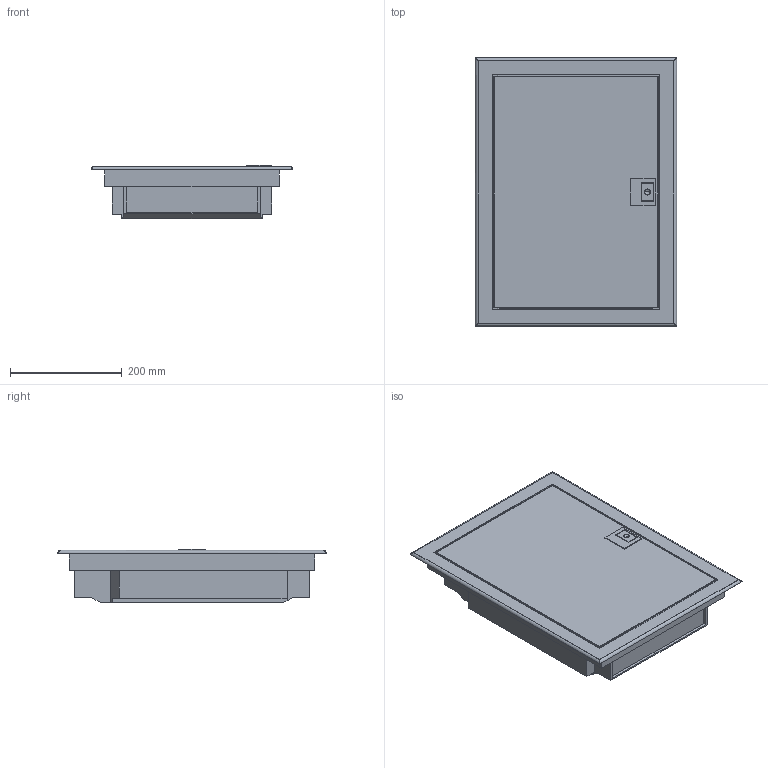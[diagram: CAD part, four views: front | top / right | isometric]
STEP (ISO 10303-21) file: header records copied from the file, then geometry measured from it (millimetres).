
FILE_DESCRIPTION (( 'STEP AP214' ), '1' );
FILE_NAME ('MKP54-V-28-30-01 - 扻豵鵨 帎眄 4_28.STEP', '2016-08-01T06:34:39', ( '' ), ( '' ), 'SwSTEP 2.0', 'SolidWorks 2014', '' );
FILE_SCHEMA (( 'AUTOMOTIVE_DESIGN' ));
Length unit declared in the file: millimetre
Products named in the file (1): MKP54-V-28-30-01 - 扻豵鵨 帎眄 4_28
Bounding box: 360 x 480 x 95 mm (x, y, z)
Volume: 1415276.5 mm3; surface area: 1259418.5 mm2
Topology: 6 solids, 6 shells, 311 faces, 824 edges, 533 vertices
Faces by surface type: plane 205, cylinder 90, sphere 14, torus 2
Entity records: 9573 total; most frequent: CARTESIAN_POINT 1693, ORIENTED_EDGE 1632, DIRECTION 1600, EDGE_CURVE 816, LINE 632, VECTOR 632, VERTEX_POINT 529, AXIS2_PLACEMENT_3D 484
